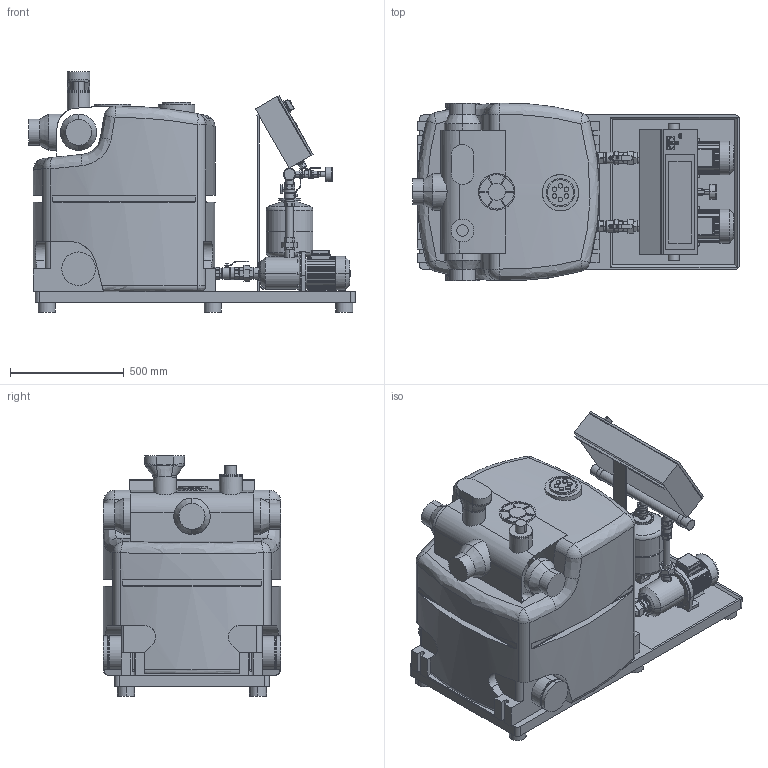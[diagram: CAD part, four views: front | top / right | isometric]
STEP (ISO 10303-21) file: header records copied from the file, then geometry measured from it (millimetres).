
FILE_DESCRIPTION((''),'2;1');
FILE_NAME('3d_RainSystem AF 400-2 MP 605 EM-2504591.stp','2009-02-19T10:27:16',(''),(''),'Mechanical Desktop 2008','Mechanical Desktop 2008',', , ');
FILE_SCHEMA(('CONFIG_CONTROL_DESIGN'));
Length unit declared in the file: millimetre
Products named in the file (1): 3D_RAINSYSTEM AF 400-2 MP 605 EM-2504591
Bounding box: 1437 x 780 x 1055 mm (x, y, z)
Volume: 527096202.9 mm3; surface area: 8473433.7 mm2
Topology: 63 solids, 63 shells, 2257 faces, 5624 edges, 3623 vertices
Faces by surface type: plane 1224, cylinder 549, bspline 339, torus 67, cone 60, sphere 18
Full cylindrical faces by diameter (mm): 100 x1
Entity records: 78279 total; most frequent: CARTESIAN_POINT 24429, ORIENTED_EDGE 11220, DIRECTION 11060, EDGE_CURVE 5610, AXIS2_PLACEMENT_3D 3767, VERTEX_POINT 3624, VECTOR 3526, LINE 3526
